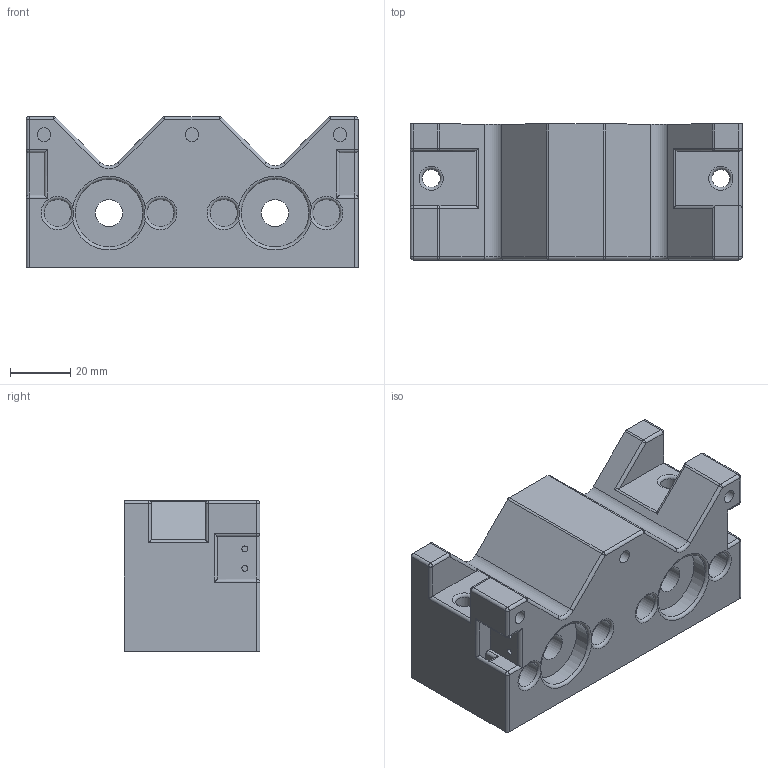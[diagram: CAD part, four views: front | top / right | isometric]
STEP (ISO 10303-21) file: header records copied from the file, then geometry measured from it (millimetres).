
FILE_DESCRIPTION(/* description */ (''),/* implementation_level */ '2;1');
FILE_NAME(/* name */ '03 - syringe holder block.stp',/* time_stamp */ '2023-01-17T10:48:28+01:00',/* author */ ('JN'),/* organization */ (''),/* preprocessor_version */ 'ST-DEVELOPER v18.1',/* originating_system */ 'Autodesk Inventor 2022',/* authorisation */ '');
FILE_SCHEMA (('AUTOMOTIVE_DESIGN { 1 0 10303 214 3 1 1 }'));
Length unit declared in the file: millimetre
Products named in the file (1): V-Stutze
Bounding box: 110 x 45 x 50 mm (x, y, z)
Volume: 133861.2 mm3; surface area: 33536.9 mm2
Topology: 1 solids, 1 shells, 174 faces, 394 edges, 238 vertices
Faces by surface type: cylinder 82, plane 62, sphere 16, torus 14
Full cylindrical faces by diameter (mm): 1.9 x4, 4.5 x3, 5.7 x9, 6 x2, 9 x6, 20 x2, 22.4 x2
Entity records: 4985 total; most frequent: DIRECTION 934, CARTESIAN_POINT 875, ORIENTED_EDGE 788, EDGE_CURVE 394, AXIS2_PLACEMENT_3D 369, VERTEX_POINT 238, EDGE_LOOP 202, LINE 196
